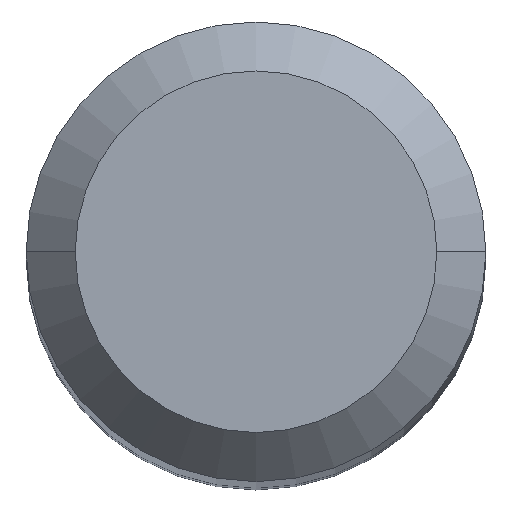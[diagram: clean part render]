
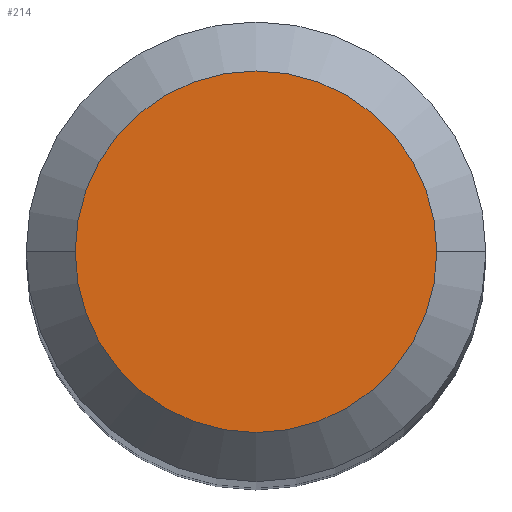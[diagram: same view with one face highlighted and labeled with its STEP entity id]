
A CAD part, top view. The second image highlights one B-rep face of the part: STEP entity #214.
In plain terms, the highlighted planar face has unit normal (0, 0, 1).
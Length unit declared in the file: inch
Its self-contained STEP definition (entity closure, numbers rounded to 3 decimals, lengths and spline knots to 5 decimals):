
#1 = AXIS2_PLACEMENT_3D ( 'NONE', #287, #105, #201 ) ;
#48 = DIRECTION ( 'NONE',  ( 1., 0., 0. ) ) ;
#52 = EDGE_LOOP ( 'NONE', ( #284, #103 ) ) ;
#79 = DIRECTION ( 'NONE',  ( 0., 0., 1. ) ) ;
#93 = CIRCLE ( 'NONE', #348, 0.07375 ) ;
#103 = ORIENTED_EDGE ( 'NONE', *, *, #400, .T. ) ;
#105 = DIRECTION ( 'NONE',  ( 0., 0., -1. ) ) ;
#122 = CARTESIAN_POINT ( 'NONE',  ( -0.07375, 0., 0. ) ) ;
#141 = CIRCLE ( 'NONE', #365, 0.07375 ) ;
#154 = DIRECTION ( 'NONE',  ( 1., 0., 0. ) ) ;
#170 = PLANE ( 'NONE',  #1 ) ;
#181 = CARTESIAN_POINT ( 'NONE',  ( 0., 0., 0. ) ) ;
#201 = DIRECTION ( 'NONE',  ( -1., 0., 0. ) ) ;
#207 = DIRECTION ( 'NONE',  ( 0., 0., 1. ) ) ;
#214 = ADVANCED_FACE ( 'NONE', ( #417 ), #170, .F. ) ;
#228 = CARTESIAN_POINT ( 'NONE',  ( 0.07375, 0., 0. ) ) ;
#230 = VERTEX_POINT ( 'NONE', #122 ) ;
#274 = CARTESIAN_POINT ( 'NONE',  ( 0., 0., 0. ) ) ;
#284 = ORIENTED_EDGE ( 'NONE', *, *, #385, .T. ) ;
#287 = CARTESIAN_POINT ( 'NONE',  ( 0., 0.07375, 0. ) ) ;
#311 = VERTEX_POINT ( 'NONE', #228 ) ;
#348 = AXIS2_PLACEMENT_3D ( 'NONE', #274, #79, #48 ) ;
#365 = AXIS2_PLACEMENT_3D ( 'NONE', #181, #207, #154 ) ;
#385 = EDGE_CURVE ( 'NONE', #230, #311, #93, .T. ) ;
#400 = EDGE_CURVE ( 'NONE', #311, #230, #141, .T. ) ;
#417 = FACE_OUTER_BOUND ( 'NONE', #52, .T. ) ;
